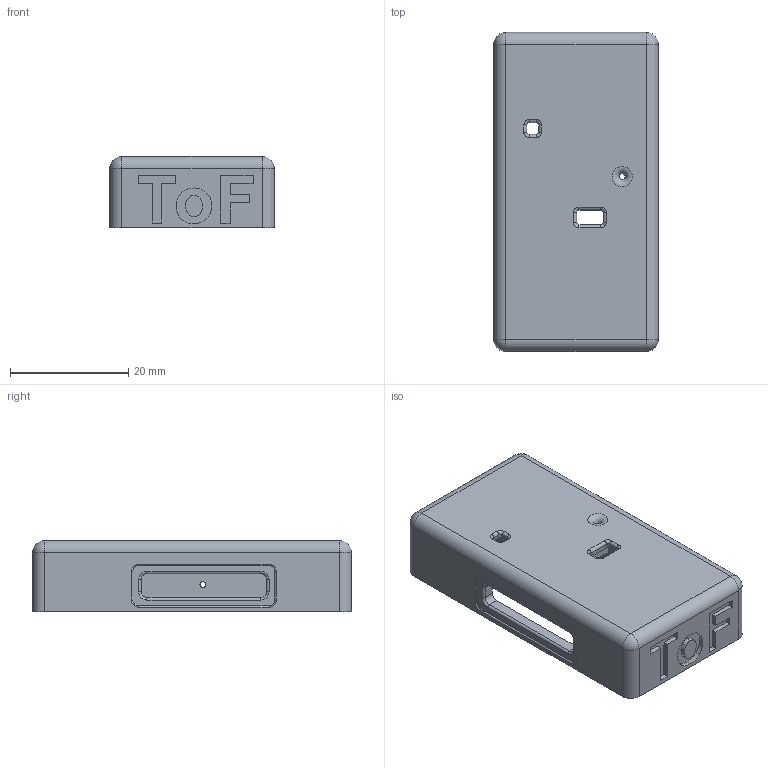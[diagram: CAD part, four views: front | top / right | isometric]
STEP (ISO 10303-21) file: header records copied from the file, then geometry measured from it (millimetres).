
FILE_DESCRIPTION(/* description */ (''),/* implementation_level */ '2;1');
FILE_NAME(/* name */ 'FRONT_CASE.step',/* time_stamp */ '2025-09-28T18:50:12+01:00',/* author */ (''),/* organization */ (''),/* preprocessor_version */ 'ST-DEVELOPER v20.1',/* originating_system */ 'Autodesk Translation Framework v14.10.0.0',/* authorisation */ '');
FILE_SCHEMA (('AUTOMOTIVE_DESIGN { 1 0 10303 214 3 1 1 }'));
Length unit declared in the file: millimetre
Products named in the file (2): AZSS ToF Case; FRONT_CASE
Assembly tree (1 placements, depth 2):
  AZSS ToF Case
    FRONT_CASE
Bounding box: 27.76 x 53.86 x 12 mm (x, y, z)
Volume: 7565.2 mm3; surface area: 6409.5 mm2
Topology: 1 solids, 1 shells, 291 faces, 742 edges, 458 vertices
Faces by surface type: plane 122, cylinder 95, torus 45, bspline 22, sphere 4, cone 3
Full cylindrical faces by diameter (mm): 1 x1, 2.4 x1, 3.9 x1
Entity records: 9205 total; most frequent: CARTESIAN_POINT 2083, ORIENTED_EDGE 1482, DIRECTION 1475, EDGE_CURVE 741, AXIS2_PLACEMENT_3D 516, VERTEX_POINT 458, LINE 443, VECTOR 443
